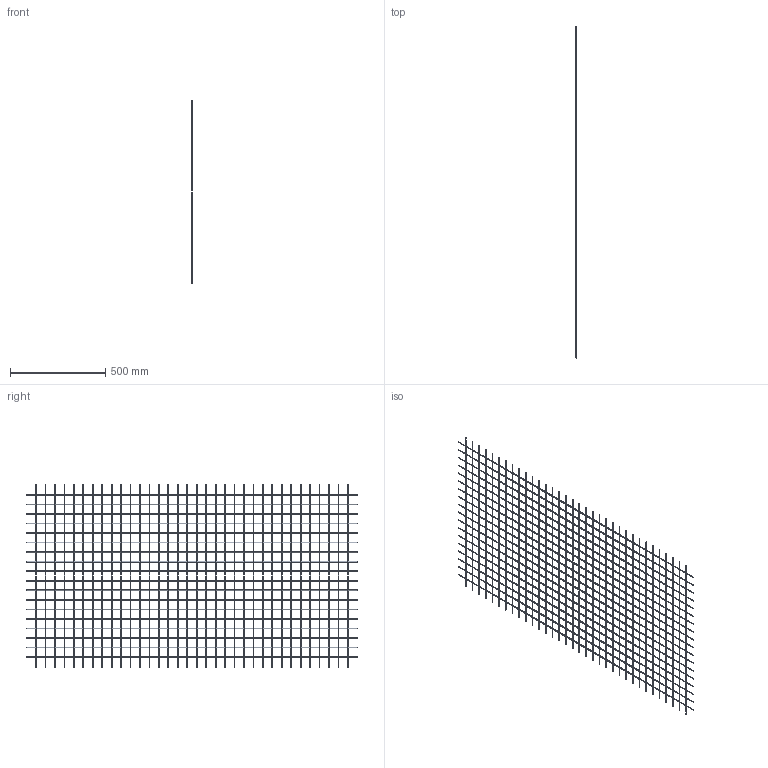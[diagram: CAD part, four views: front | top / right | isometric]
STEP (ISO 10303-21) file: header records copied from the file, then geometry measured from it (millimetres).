
FILE_DESCRIPTION (( 'STEP AP214' ), '1' );
FILE_NAME ('AL-1740.955.50.4 ñåòêà îöèíêîâàííàÿ 50õ50õ4, 1740õ955.STEP', '2026-02-19T08:17:09', ( '' ), ( '' ), 'SwSTEP 2.0', 'SolidWorks 2021', '' );
FILE_SCHEMA (( 'AUTOMOTIVE_DESIGN' ));
Length unit declared in the file: millimetre
Products named in the file (3): 砎麔 鼫襚醂1740; AL-1740.955.50.4 ñåòêà îöèíêîâàííàÿ 50õ50õ4, 1740õ955; 砎麔 鼫襚醂955
Assembly tree (52 placements, depth 2):
  AL-1740.955.50.4 ñåòêà îöèíêîâàííàÿ 50õ50õ4, 1740õ955
    砎麔 鼫襚醂955  x34
    砎麔 鼫襚醂1740  x18
Bounding box: 3.99 x 1740 x 955 mm (x, y, z)
Volume: 801608.8 mm3; surface area: 802915.7 mm2
Topology: 52 solids, 52 shells, 208 faces, 312 edges, 208 vertices
Faces by surface type: cylinder 104, plane 104
Entity records: 694 total; most frequent: DIRECTION 146, CARTESIAN_POINT 83, AXIS2_PLACEMENT_3D 71, PRODUCT_DEFINITION_SHAPE 55, CONTEXT_DEPENDENT_SHAPE_REPRESENTATION 52, ITEM_DEFINED_TRANSFORMATION 52, NEXT_ASSEMBLY_USAGE_OCCURRENCE 52, ORIENTED_EDGE 24
